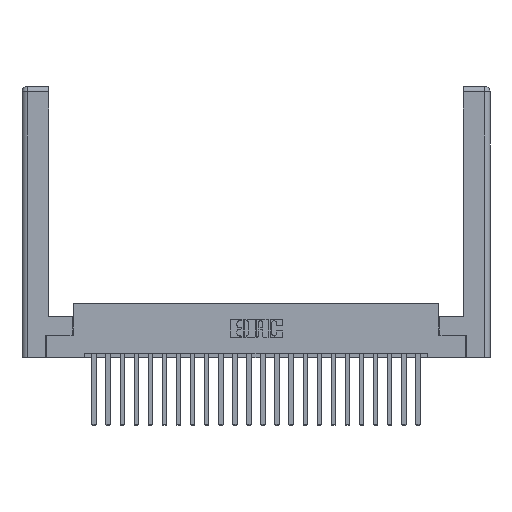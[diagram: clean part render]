
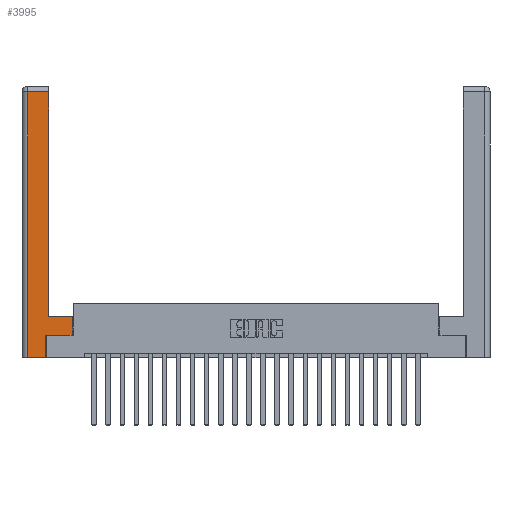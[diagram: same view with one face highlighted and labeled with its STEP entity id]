
A CAD part, top view. The second image highlights one B-rep face of the part: STEP entity #3995.
In plain terms, the highlighted planar face has unit normal (0, 0, 1).
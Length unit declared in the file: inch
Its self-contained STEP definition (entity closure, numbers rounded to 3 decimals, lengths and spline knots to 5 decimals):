
#204 = CARTESIAN_POINT ( 'NONE',  ( 0.265, 0.245, 0. ) ) ;
#416 = DIRECTION ( 'NONE',  ( 0., 1., 0. ) ) ;
#757 = VERTEX_POINT ( 'NONE', #6137 ) ;
#1745 = VERTEX_POINT ( 'NONE', #204 ) ;
#1882 = DIRECTION ( 'NONE',  ( 1., 0., 0. ) ) ;
#2095 = EDGE_CURVE ( 'NONE', #16945, #1745, #7105, .T. ) ;
#2320 = EDGE_CURVE ( 'NONE', #17736, #6221, #14415, .T. ) ;
#3138 = CARTESIAN_POINT ( 'NONE',  ( 0.295, 2.94, 0. ) ) ;
#3525 = VECTOR ( 'NONE', #15170, 39.37008 ) ;
#3983 = VECTOR ( 'NONE', #14988, 39.37008 ) ;
#3995 = ADVANCED_FACE ( 'NONE', ( #6261 ), #21283, .F. ) ;
#4823 = CARTESIAN_POINT ( 'NONE',  ( 0., 0., 0. ) ) ;
#5072 = CARTESIAN_POINT ( 'NONE',  ( 0.565, 0.45, 0. ) ) ;
#5207 = VECTOR ( 'NONE', #7856, 39.37008 ) ;
#6133 = CARTESIAN_POINT ( 'NONE',  ( 0.0615, 2.94, 0. ) ) ;
#6137 = CARTESIAN_POINT ( 'NONE',  ( 0.295, 0.45, 0. ) ) ;
#6221 = VERTEX_POINT ( 'NONE', #21548 ) ;
#6261 = FACE_OUTER_BOUND ( 'NONE', #18844, .T. ) ;
#6277 = DIRECTION ( 'NONE',  ( 0., 1., 0. ) ) ;
#7105 = LINE ( 'NONE', #17066, #15533 ) ;
#7189 = CARTESIAN_POINT ( 'NONE',  ( 0.565, 0.245, 0. ) ) ;
#7558 = VERTEX_POINT ( 'NONE', #3138 ) ;
#7691 = DIRECTION ( 'NONE',  ( 0., 1., 0. ) ) ;
#7736 = LINE ( 'NONE', #7189, #21272 ) ;
#7856 = DIRECTION ( 'NONE',  ( -1., 0., 0. ) ) ;
#8331 = LINE ( 'NONE', #18845, #3525 ) ;
#8653 = DIRECTION ( 'NONE',  ( -1., 0., 0. ) ) ;
#9188 = LINE ( 'NONE', #20727, #14550 ) ;
#9244 = EDGE_CURVE ( 'NONE', #9516, #15965, #19908, .T. ) ;
#9373 = ORIENTED_EDGE ( 'NONE', *, *, #9244, .T. ) ;
#9516 = VERTEX_POINT ( 'NONE', #17377 ) ;
#9558 = CARTESIAN_POINT ( 'NONE',  ( 0.565, 0.45, 0. ) ) ;
#9873 = DIRECTION ( 'NONE',  ( 1., 0., 0. ) ) ;
#10533 = LINE ( 'NONE', #13571, #5207 ) ;
#13571 = CARTESIAN_POINT ( 'NONE',  ( 0.295, 0.45, 0. ) ) ;
#13963 = EDGE_CURVE ( 'NONE', #757, #7558, #14845, .T. ) ;
#14378 = ORIENTED_EDGE ( 'NONE', *, *, #17225, .T. ) ;
#14415 = LINE ( 'NONE', #22176, #3983 ) ;
#14550 = VECTOR ( 'NONE', #9873, 39.37008 ) ;
#14596 = ORIENTED_EDGE ( 'NONE', *, *, #17448, .T. ) ;
#14845 = LINE ( 'NONE', #18441, #15141 ) ;
#14988 = DIRECTION ( 'NONE',  ( 0., -1., 0. ) ) ;
#15141 = VECTOR ( 'NONE', #416, 39.37008 ) ;
#15170 = DIRECTION ( 'NONE',  ( -1., 0., 0. ) ) ;
#15478 = VECTOR ( 'NONE', #7691, 39.37008 ) ;
#15533 = VECTOR ( 'NONE', #6277, 39.37008 ) ;
#15965 = VERTEX_POINT ( 'NONE', #5072 ) ;
#16028 = ORIENTED_EDGE ( 'NONE', *, *, #2095, .T. ) ;
#16945 = VERTEX_POINT ( 'NONE', #17337 ) ;
#17066 = CARTESIAN_POINT ( 'NONE',  ( 0.265, 0.245, 0. ) ) ;
#17225 = EDGE_CURVE ( 'NONE', #15965, #757, #10533, .T. ) ;
#17303 = AXIS2_PLACEMENT_3D ( 'NONE', #4823, #17583, #8653 ) ;
#17337 = CARTESIAN_POINT ( 'NONE',  ( 0.265, 0., 0. ) ) ;
#17377 = CARTESIAN_POINT ( 'NONE',  ( 0.565, 0.245, 0. ) ) ;
#17448 = EDGE_CURVE ( 'NONE', #1745, #9516, #7736, .T. ) ;
#17583 = DIRECTION ( 'NONE',  ( 0., 0., -1. ) ) ;
#17736 = VERTEX_POINT ( 'NONE', #6133 ) ;
#18441 = CARTESIAN_POINT ( 'NONE',  ( 0.295, 3., 0. ) ) ;
#18844 = EDGE_LOOP ( 'NONE', ( #19878, #23308, #22695, #18969, #16028, #14596, #9373, #14378 ) ) ;
#18845 = CARTESIAN_POINT ( 'NONE',  ( 0.0615, 2.94, 0. ) ) ;
#18969 = ORIENTED_EDGE ( 'NONE', *, *, #21351, .T. ) ;
#19878 = ORIENTED_EDGE ( 'NONE', *, *, #13963, .T. ) ;
#19908 = LINE ( 'NONE', #9558, #15478 ) ;
#20727 = CARTESIAN_POINT ( 'NONE',  ( 0.265, 0., 0. ) ) ;
#21272 = VECTOR ( 'NONE', #1882, 39.37008 ) ;
#21283 = PLANE ( 'NONE',  #17303 ) ;
#21351 = EDGE_CURVE ( 'NONE', #6221, #16945, #9188, .T. ) ;
#21548 = CARTESIAN_POINT ( 'NONE',  ( 0.0615, 0., 0. ) ) ;
#21867 = EDGE_CURVE ( 'NONE', #7558, #17736, #8331, .T. ) ;
#22176 = CARTESIAN_POINT ( 'NONE',  ( 0.0615, 0., 0. ) ) ;
#22695 = ORIENTED_EDGE ( 'NONE', *, *, #2320, .T. ) ;
#23308 = ORIENTED_EDGE ( 'NONE', *, *, #21867, .T. ) ;
